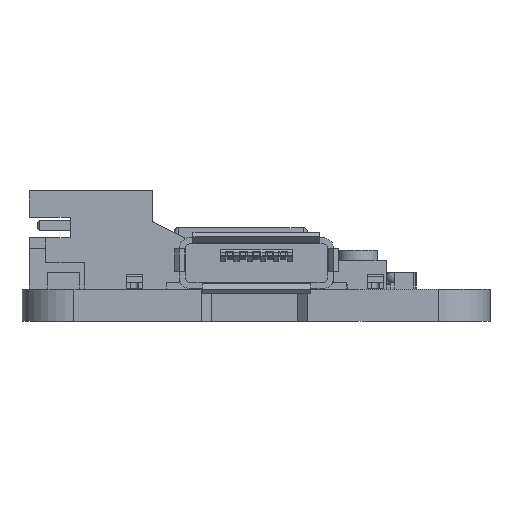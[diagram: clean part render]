
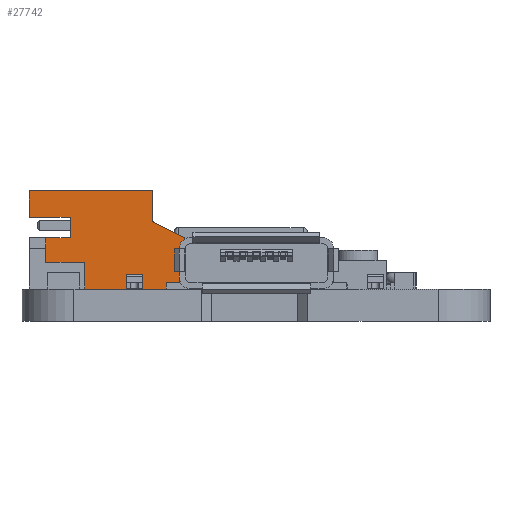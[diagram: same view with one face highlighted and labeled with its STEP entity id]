
A CAD part, left-side view. The second image highlights one B-rep face of the part: STEP entity #27742.
In plain terms, the highlighted planar face has unit normal (-1, 0, 0).
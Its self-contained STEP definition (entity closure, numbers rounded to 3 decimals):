
#994=PLANE('',#29752);
#2278=FACE_OUTER_BOUND('',#3907,.T.);
#3907=EDGE_LOOP('',(#22245,#22246,#22247,#22248,#22249,#22250,#22251,#22252,
#22253,#22254,#22255,#22256));
#6139=LINE('',#42137,#9350);
#6160=LINE('',#42180,#9371);
#6241=LINE('',#42337,#9452);
#6243=LINE('',#42341,#9454);
#6245=LINE('',#42345,#9456);
#6246=LINE('',#42348,#9457);
#6249=LINE('',#42353,#9460);
#6250=LINE('',#42355,#9461);
#6252=LINE('',#42360,#9463);
#6254=LINE('',#42363,#9465);
#6283=LINE('',#42419,#9494);
#6285=LINE('',#42422,#9496);
#9350=VECTOR('',#34463,1.5);
#9371=VECTOR('',#34490,1.2);
#9452=VECTOR('',#34631,1.2);
#9454=VECTOR('',#34635,1.9);
#9456=VECTOR('',#34639,1.3);
#9457=VECTOR('',#34642,4.9);
#9460=VECTOR('',#34647,2.5);
#9461=VECTOR('',#34650,1.789);
#9463=VECTOR('',#34654,2.);
#9465=VECTOR('',#34658,1.);
#9494=VECTOR('',#34709,1.3);
#9496=VECTOR('',#34713,6.);
#12947=VERTEX_POINT('',#42134);
#12948=VERTEX_POINT('',#42136);
#12966=VERTEX_POINT('',#42178);
#12967=VERTEX_POINT('',#42179);
#13013=VERTEX_POINT('',#42335);
#13014=VERTEX_POINT('',#42339);
#13015=VERTEX_POINT('',#42343);
#13016=VERTEX_POINT('',#42347);
#13017=VERTEX_POINT('',#42351);
#13018=VERTEX_POINT('',#42357);
#13019=VERTEX_POINT('',#42359);
#13035=VERTEX_POINT('',#42418);
#16147=EDGE_CURVE('',#12947,#12948,#6139,.F.);
#16168=EDGE_CURVE('',#12966,#12967,#6160,.F.);
#16249=EDGE_CURVE('',#12967,#13013,#6241,.F.);
#16251=EDGE_CURVE('',#13013,#13014,#6243,.T.);
#16253=EDGE_CURVE('',#13014,#13015,#6245,.F.);
#16254=EDGE_CURVE('',#13015,#13016,#6246,.T.);
#16257=EDGE_CURVE('',#13016,#13017,#6249,.T.);
#16258=EDGE_CURVE('',#13017,#12948,#6250,.T.);
#16260=EDGE_CURVE('',#13019,#13018,#6252,.T.);
#16262=EDGE_CURVE('',#13018,#12966,#6254,.F.);
#16291=EDGE_CURVE('',#13035,#13019,#6283,.F.);
#16293=EDGE_CURVE('',#13035,#12947,#6285,.F.);
#22245=ORIENTED_EDGE('',*,*,#16260,.T.);
#22246=ORIENTED_EDGE('',*,*,#16262,.T.);
#22247=ORIENTED_EDGE('',*,*,#16168,.T.);
#22248=ORIENTED_EDGE('',*,*,#16249,.T.);
#22249=ORIENTED_EDGE('',*,*,#16251,.T.);
#22250=ORIENTED_EDGE('',*,*,#16253,.T.);
#22251=ORIENTED_EDGE('',*,*,#16254,.T.);
#22252=ORIENTED_EDGE('',*,*,#16257,.T.);
#22253=ORIENTED_EDGE('',*,*,#16258,.T.);
#22254=ORIENTED_EDGE('',*,*,#16147,.F.);
#22255=ORIENTED_EDGE('',*,*,#16293,.F.);
#22256=ORIENTED_EDGE('',*,*,#16291,.T.);
#27742=ADVANCED_FACE('',(#2278),#994,.T.);
#29752=AXIS2_PLACEMENT_3D('',#42421,#34711,#34712);
#34463=DIRECTION('',(0.,0.,1.));
#34490=DIRECTION('',(0.,-1.,0.));
#34631=DIRECTION('',(0.,0.,1.));
#34635=DIRECTION('',(0.,-1.,0.));
#34639=DIRECTION('',(0.,0.,1.));
#34642=DIRECTION('',(0.,-1.,0.));
#34647=DIRECTION('',(0.,0.,1.));
#34650=DIRECTION('',(0.,0.894,0.447));
#34654=DIRECTION('',(0.,-1.,0.));
#34658=DIRECTION('',(0.,0.,1.));
#34709=DIRECTION('',(0.,0.,1.));
#34711=DIRECTION('center_axis',(-1.,0.,0.));
#34712=DIRECTION('ref_axis',(0.,-1.,0.));
#34713=DIRECTION('',(0.,1.,0.));
#42134=CARTESIAN_POINT('',(-3.95,-2.8,4.8));
#42136=CARTESIAN_POINT('',(-3.95,-2.8,3.3));
#42137=CARTESIAN_POINT('',(-3.95,-2.8,3.3));
#42178=CARTESIAN_POINT('',(-3.95,1.2,2.5));
#42179=CARTESIAN_POINT('',(-3.95,2.4,2.5));
#42180=CARTESIAN_POINT('',(-3.95,2.4,2.5));
#42335=CARTESIAN_POINT('',(-3.95,2.4,1.3));
#42337=CARTESIAN_POINT('',(-3.95,2.4,1.3));
#42339=CARTESIAN_POINT('',(-3.95,0.5,1.3));
#42341=CARTESIAN_POINT('',(-3.95,2.4,1.3));
#42343=CARTESIAN_POINT('',(-3.95,0.5,0.));
#42345=CARTESIAN_POINT('',(-3.95,0.5,0.));
#42347=CARTESIAN_POINT('',(-3.95,-4.4,0.));
#42348=CARTESIAN_POINT('',(-3.95,0.5,0.));
#42351=CARTESIAN_POINT('',(-3.95,-4.4,2.5));
#42353=CARTESIAN_POINT('',(-3.95,-4.4,0.));
#42355=CARTESIAN_POINT('',(-3.95,-4.4,2.5));
#42357=CARTESIAN_POINT('',(-3.95,1.2,3.5));
#42359=CARTESIAN_POINT('',(-3.95,3.2,3.5));
#42360=CARTESIAN_POINT('',(-3.95,3.2,3.5));
#42363=CARTESIAN_POINT('',(-3.95,1.2,2.5));
#42418=CARTESIAN_POINT('',(-3.95,3.2,4.8));
#42419=CARTESIAN_POINT('',(-3.95,3.2,3.5));
#42421=CARTESIAN_POINT('Origin',(-3.95,0.2,2.4));
#42422=CARTESIAN_POINT('',(-3.95,-2.8,4.8));
